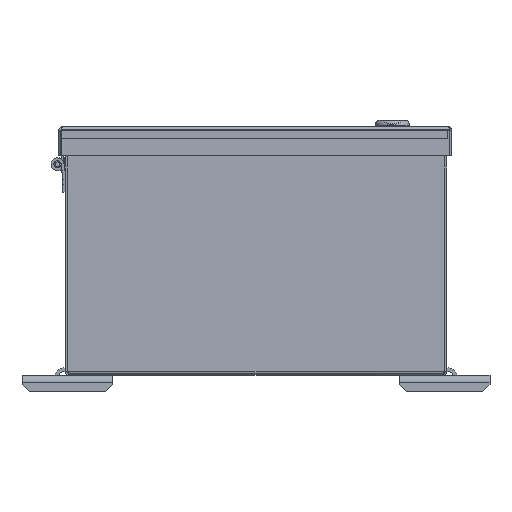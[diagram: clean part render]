
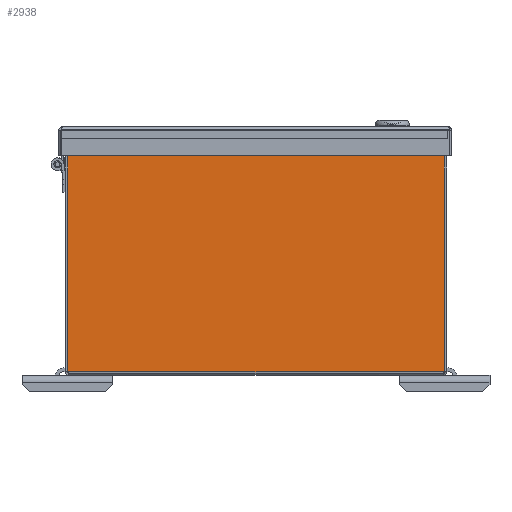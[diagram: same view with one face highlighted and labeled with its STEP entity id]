
A CAD part, front view. The second image highlights one B-rep face of the part: STEP entity #2938.
In plain terms, the highlighted planar face has unit normal (0, -1, 0).
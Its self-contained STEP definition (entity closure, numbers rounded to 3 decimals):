
#2938 = ADVANCED_FACE( '', ( #6714 ), #6715, .F. );
#6714 = FACE_OUTER_BOUND( '', #16077, .T. );
#6715 = PLANE( '', #16078 );
#16077 = EDGE_LOOP( '', ( #46826, #46827, #46828, #46829, #46830, #46831 ) );
#16078 = AXIS2_PLACEMENT_3D( '', #46832, #46833, #46834 );
#46826 = ORIENTED_EDGE( '', *, *, #59859, .T. );
#46827 = ORIENTED_EDGE( '', *, *, #60791, .F. );
#46828 = ORIENTED_EDGE( '', *, *, #60792, .T. );
#46829 = ORIENTED_EDGE( '', *, *, #60793, .T. );
#46830 = ORIENTED_EDGE( '', *, *, #60794, .T. );
#46831 = ORIENTED_EDGE( '', *, *, #60795, .T. );
#46832 = CARTESIAN_POINT( '', ( -876.148, -457.2, 0. ) );
#46833 = DIRECTION( '', ( 0., 1., 0. ) );
#46834 = DIRECTION( '', ( 0., 0., 1. ) );
#59859 = EDGE_CURVE( '', #65341, #65005, #65342, .T. );
#60791 = EDGE_CURVE( '', #66920, #65005, #66921, .T. );
#60792 = EDGE_CURVE( '', #66920, #66922, #66923, .T. );
#60793 = EDGE_CURVE( '', #66922, #66924, #66925, .F. );
#60794 = EDGE_CURVE( '', #66924, #66926, #66927, .T. );
#60795 = EDGE_CURVE( '', #66926, #65341, #66928, .T. );
#65005 = VERTEX_POINT( '', #72974 );
#65341 = VERTEX_POINT( '', #73922 );
#65342 = LINE( '', #73923, #73924 );
#66920 = VERTEX_POINT( '', #77705 );
#66921 = LINE( '', #77706, #77707 );
#66922 = VERTEX_POINT( '', #77708 );
#66923 = LINE( '', #77709, #77710 );
#66924 = VERTEX_POINT( '', #77711 );
#66925 = LINE( '', #77712, #77713 );
#66926 = VERTEX_POINT( '', #77714 );
#66927 = LINE( '', #77715, #77716 );
#66928 = LINE( '', #77717, #77718 );
#72974 = CARTESIAN_POINT( '', ( 125.463, -457.2, 150.063 ) );
#73922 = CARTESIAN_POINT( '', ( 125.473, -457.2, 150.053 ) );
#73923 = CARTESIAN_POINT( '', ( 126.008, -457.2, 149.518 ) );
#73924 = VECTOR( '', #91003, 1000. );
#77705 = CARTESIAN_POINT( '', ( -125.463, -457.2, 150.063 ) );
#77706 = CARTESIAN_POINT( '', ( -876.148, -457.2, 150.063 ) );
#77707 = VECTOR( '', #91685, 1000. );
#77708 = CARTESIAN_POINT( '', ( -125.473, -457.2, 150.053 ) );
#77709 = CARTESIAN_POINT( '', ( -115.617, -457.2, 159.909 ) );
#77710 = VECTOR( '', #91686, 1000. );
#77711 = CARTESIAN_POINT( '', ( -125.473, -457.2, 2.337 ) );
#77712 = CARTESIAN_POINT( '', ( -125.473, -457.2, 0. ) );
#77713 = VECTOR( '', #91687, 1000. );
#77714 = CARTESIAN_POINT( '', ( 125.473, -457.2, 2.337 ) );
#77715 = CARTESIAN_POINT( '', ( -876.148, -457.2, 2.337 ) );
#77716 = VECTOR( '', #91688, 1000. );
#77717 = CARTESIAN_POINT( '', ( 125.473, -457.2, 0. ) );
#77718 = VECTOR( '', #91689, 1000. );
#91003 = DIRECTION( '', ( -0.707, 0., 0.707 ) );
#91685 = DIRECTION( '', ( 1., 0., 0. ) );
#91686 = DIRECTION( '', ( -0.707, 0., -0.707 ) );
#91687 = DIRECTION( '', ( 0., 0., 1. ) );
#91688 = DIRECTION( '', ( 1., 0., 0. ) );
#91689 = DIRECTION( '', ( 0., 0., 1. ) );
